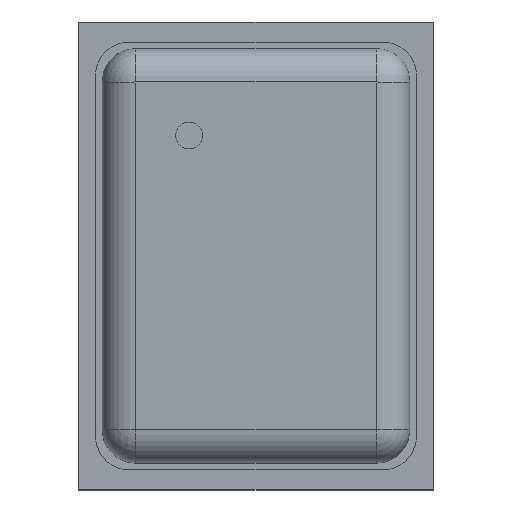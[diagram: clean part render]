
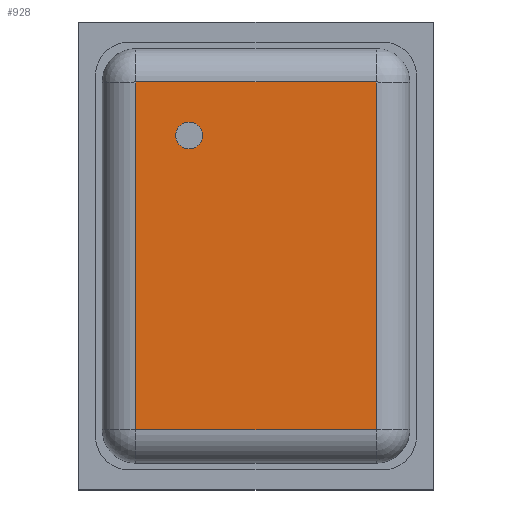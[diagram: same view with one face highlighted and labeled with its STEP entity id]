
A CAD part, top view. The second image highlights one B-rep face of the part: STEP entity #928.
In plain terms, the highlighted planar face has unit normal (0, 0, 1).
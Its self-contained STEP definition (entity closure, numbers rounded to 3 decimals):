
#765 = VERTEX_POINT('',#766);
#766 = CARTESIAN_POINT('',(-0.9,-1.3,0.98));
#773 = EDGE_CURVE('',#765,#774,#776,.T.);
#774 = VERTEX_POINT('',#775);
#775 = CARTESIAN_POINT('',(-0.9,1.3,0.98));
#776 = LINE('',#777,#778);
#777 = CARTESIAN_POINT('',(-0.9,-1.55,0.98));
#778 = VECTOR('',#779,1.);
#779 = DIRECTION('',(0.,1.,0.));
#832 = VERTEX_POINT('',#833);
#833 = CARTESIAN_POINT('',(0.9,-1.3,0.98));
#840 = EDGE_CURVE('',#832,#765,#841,.T.);
#841 = LINE('',#842,#843);
#842 = CARTESIAN_POINT('',(1.15,-1.3,0.98));
#843 = VECTOR('',#844,1.);
#844 = DIRECTION('',(-1.,0.,0.));
#857 = EDGE_CURVE('',#774,#858,#860,.T.);
#858 = VERTEX_POINT('',#859);
#859 = CARTESIAN_POINT('',(0.9,1.3,0.98));
#860 = LINE('',#861,#862);
#861 = CARTESIAN_POINT('',(-1.15,1.3,0.98));
#862 = VECTOR('',#863,1.);
#863 = DIRECTION('',(1.,0.,0.));
#917 = EDGE_CURVE('',#858,#832,#918,.T.);
#918 = LINE('',#919,#920);
#919 = CARTESIAN_POINT('',(0.9,1.55,0.98));
#920 = VECTOR('',#921,1.);
#921 = DIRECTION('',(0.,-1.,0.));
#928 = ADVANCED_FACE('',(#929,#935),#946,.T.);
#929 = FACE_BOUND('',#930,.T.);
#930 = EDGE_LOOP('',(#931,#932,#933,#934));
#931 = ORIENTED_EDGE('',*,*,#917,.F.);
#932 = ORIENTED_EDGE('',*,*,#857,.F.);
#933 = ORIENTED_EDGE('',*,*,#773,.F.);
#934 = ORIENTED_EDGE('',*,*,#840,.F.);
#935 = FACE_BOUND('',#936,.T.);
#936 = EDGE_LOOP('',(#937));
#937 = ORIENTED_EDGE('',*,*,#938,.F.);
#938 = EDGE_CURVE('',#939,#939,#941,.T.);
#939 = VERTEX_POINT('',#940);
#940 = CARTESIAN_POINT('',(-0.4,0.9,0.98));
#941 = CIRCLE('',#942,0.1);
#942 = AXIS2_PLACEMENT_3D('',#943,#944,#945);
#943 = CARTESIAN_POINT('',(-0.5,0.9,0.98));
#944 = DIRECTION('',(0.,0.,1.));
#945 = DIRECTION('',(1.,0.,0.));
#946 = PLANE('',#947);
#947 = AXIS2_PLACEMENT_3D('',#948,#949,#950);
#948 = CARTESIAN_POINT('',(0.,0.,0.98));
#949 = DIRECTION('',(0.,0.,1.));
#950 = DIRECTION('',(1.,0.,0.));
